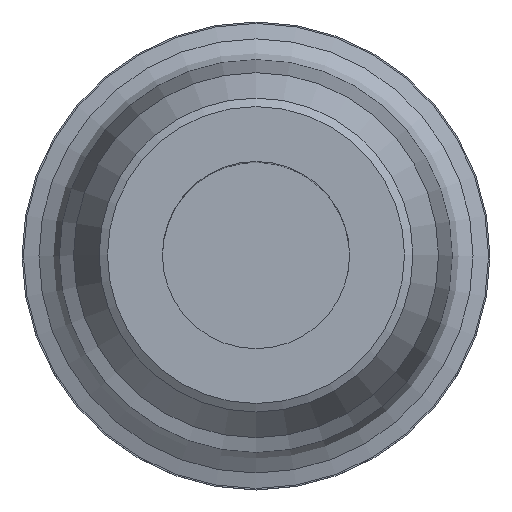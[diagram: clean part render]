
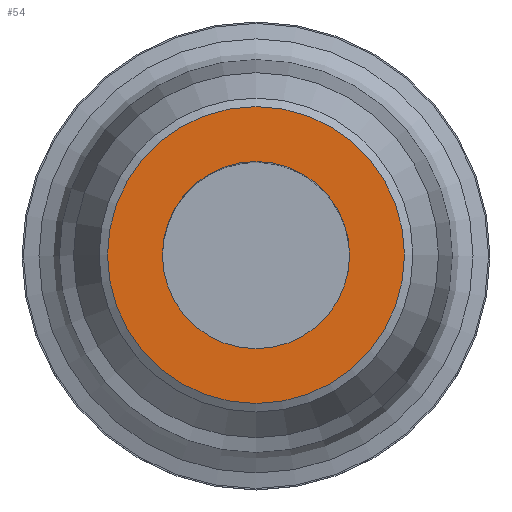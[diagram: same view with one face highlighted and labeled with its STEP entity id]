
A CAD part, top view. The second image highlights one B-rep face of the part: STEP entity #54.
In plain terms, the highlighted planar face has unit normal (0, 0, 1).
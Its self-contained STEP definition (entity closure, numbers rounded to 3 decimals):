
#54=ADVANCED_FACE('',(#76,#77),#70,.T.);
#70=PLANE('',#212);
#76=FACE_BOUND('',#104,.T.);
#77=FACE_BOUND('',#105,.T.);
#104=EDGE_LOOP('',(#134));
#105=EDGE_LOOP('',(#135));
#134=ORIENTED_EDGE('',*,*,#179,.T.);
#135=ORIENTED_EDGE('',*,*,#180,.T.);
#164=VERTEX_POINT('',#307);
#165=VERTEX_POINT('',#309);
#179=EDGE_CURVE('',#164,#164,#194,.T.);
#180=EDGE_CURVE('',#165,#165,#195,.T.);
#194=CIRCLE('',#210,15.863);
#195=CIRCLE('',#211,10.);
#210=AXIS2_PLACEMENT_3D('',#306,#243,#244);
#211=AXIS2_PLACEMENT_3D('',#308,#245,#246);
#212=AXIS2_PLACEMENT_3D('',#310,#247,#248);
#243=DIRECTION('',(0.,0.,1.));
#244=DIRECTION('',(1.,0.,0.));
#245=DIRECTION('',(0.,0.,-1.));
#246=DIRECTION('',(1.,0.,0.));
#247=DIRECTION('',(0.,0.,1.));
#248=DIRECTION('',(1.,0.,0.));
#306=CARTESIAN_POINT('',(0.,0.,60.));
#307=CARTESIAN_POINT('',(15.863,0.,60.));
#308=CARTESIAN_POINT('',(0.,0.,60.));
#309=CARTESIAN_POINT('',(10.,0.,60.));
#310=CARTESIAN_POINT('',(-16.5,0.,60.));
